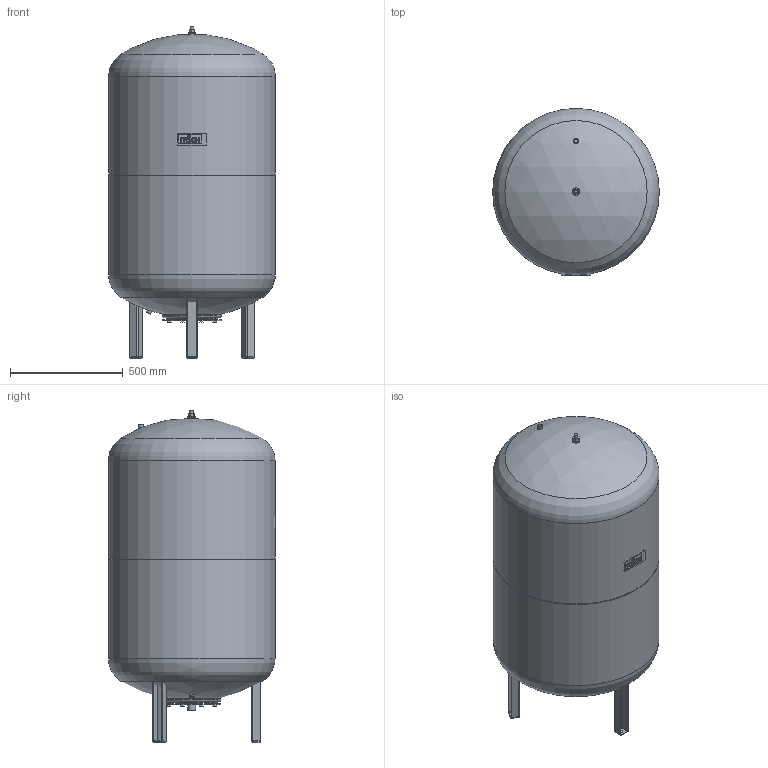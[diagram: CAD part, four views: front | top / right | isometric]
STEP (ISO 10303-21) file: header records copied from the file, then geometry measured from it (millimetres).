
FILE_DESCRIPTION(/* description */ (''),/* implementation_level */ '2;1');
FILE_NAME(/* name */ '3d_ReflexomatRF500_6bar-8789400.stp',/* time_stamp */ '2015-12-08T09:24:53+01:00',/* author */ ('Andrzej'),/* organization */ (''),/* preprocessor_version */ 'ST-DEVELOPER v15.5',/* originating_system */ 'AutoCAD Mechanical',/* authorisation */ '');
FILE_SCHEMA (('AUTOMOTIVE_DESIGN { 1 0 10303 214 3 1 1 }'));
Length unit declared in the file: millimetre
Products named in the file (1): Product
Bounding box: 740 x 742.27 x 1475 mm (x, y, z)
Volume: 486995250.1 mm3; surface area: 5425049.4 mm2
Topology: 16 solids, 16 shells, 415 faces, 1013 edges, 639 vertices
Faces by surface type: plane 217, cylinder 154, torus 16, sphere 15, cone 13
Full cylindrical faces by diameter (mm): 10 x16, 13.4 x3, 14.95 x1, 16 x2, 21.3 x2, 33.7 x1, 34 x1, 161 x1, 230 x1, 250 x1, 260 x2, 740 x4
Entity records: 11948 total; most frequent: CARTESIAN_POINT 2169, DIRECTION 2110, ORIENTED_EDGE 1868, EDGE_CURVE 934, AXIS2_PLACEMENT_3D 763, VERTEX_POINT 624, LINE 584, VECTOR 584
